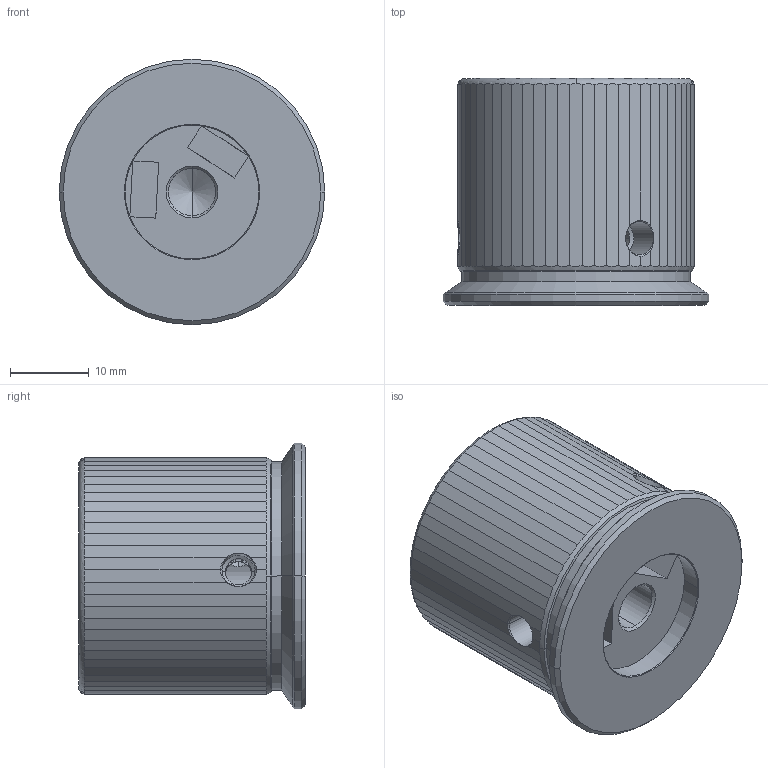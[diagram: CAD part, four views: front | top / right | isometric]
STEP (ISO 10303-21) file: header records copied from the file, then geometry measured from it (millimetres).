
FILE_DESCRIPTION (( 'STEP AP203' ), '1' );
FILE_NAME ('AC Knob v2 square nut.STEP', '2021-05-30T17:38:46', ( '' ), ( '' ), 'SwSTEP 2.0', 'SolidWorks 2018', '' );
FILE_SCHEMA (( 'CONFIG_CONTROL_DESIGN' ));
Length unit declared in the file: millimetre
Products named in the file (1): AC Knob v2 square nut
Bounding box: 33.7 x 28.8 x 33.7 mm (x, y, z)
Volume: 19128.4 mm3; surface area: 5263.3 mm2
Topology: 1 solids, 1 shells, 125 faces, 336 edges, 210 vertices
Faces by surface type: plane 79, cone 24, cylinder 20, torus 2
Entity records: 4212 total; most frequent: CARTESIAN_POINT 1329, ORIENTED_EDGE 668, DIRECTION 499, EDGE_CURVE 334, VERTEX_POINT 210, AXIS2_PLACEMENT_3D 182, LINE 135, VECTOR 135
